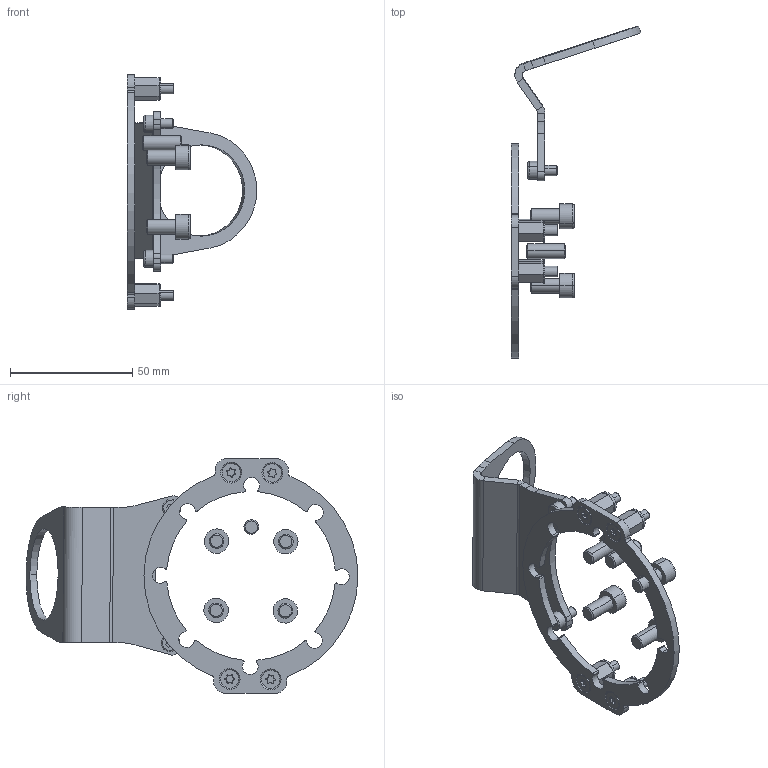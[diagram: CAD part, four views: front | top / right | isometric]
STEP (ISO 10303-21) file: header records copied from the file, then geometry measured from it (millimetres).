
FILE_DESCRIPTION (( 'STEP AP203' ), '1' );
FILE_NAME ('P5321.STEP', '2020-10-20T11:41:22', ( '' ), ( '' ), 'SwSTEP 2.0', 'SolidWorks 2019', '' );
FILE_SCHEMA (( 'CONFIG_CONTROL_DESIGN' ));
Length unit declared in the file: millimetre
Products named in the file (1): P5321
Bounding box: 52.95 x 135.71 x 96.15 mm (x, y, z)
Volume: 24235.7 mm3; surface area: 21936.9 mm2
Topology: 21 solids, 21 shells, 431 faces, 1023 edges, 650 vertices
Faces by surface type: cylinder 215, plane 148, cone 56, torus 12
Entity records: 12576 total; most frequent: DIRECTION 2381, CARTESIAN_POINT 2097, ORIENTED_EDGE 2030, EDGE_CURVE 1015, AXIS2_PLACEMENT_3D 934, VERTEX_POINT 650, VECTOR 513, LINE 513
